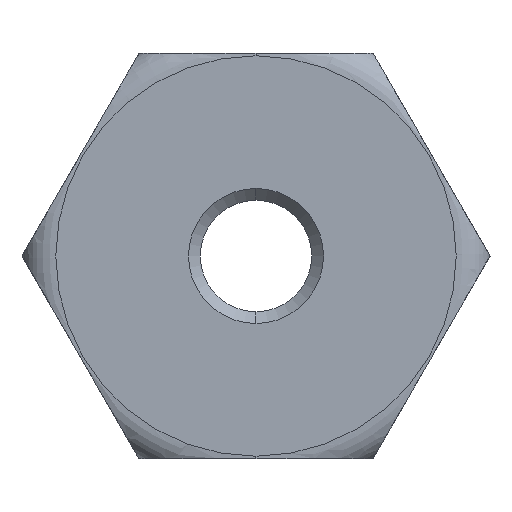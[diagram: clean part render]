
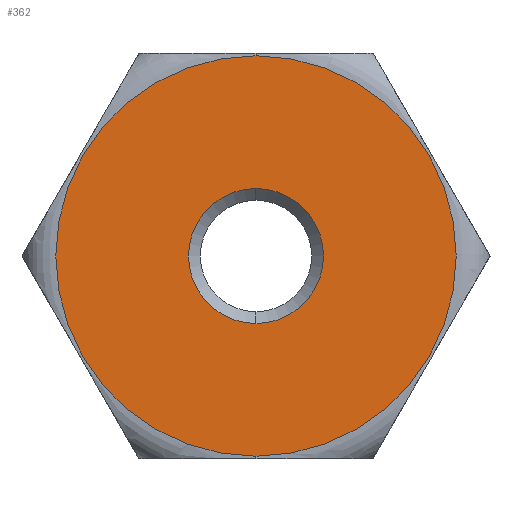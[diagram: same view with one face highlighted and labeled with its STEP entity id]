
A CAD part, front view. The second image highlights one B-rep face of the part: STEP entity #362.
In plain terms, the highlighted planar face has unit normal (0, -1, 0).
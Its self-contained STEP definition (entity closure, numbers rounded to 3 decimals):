
#23 = ORIENTED_EDGE ( 'NONE', *, *, #493, .F. ) ;
#60 = AXIS2_PLACEMENT_3D ( 'NONE', #504, #885, #1056 ) ;
#108 = FACE_BOUND ( 'NONE', #408, .T. ) ;
#128 = EDGE_CURVE ( 'NONE', #1079, #825, #877, .T. ) ;
#176 = EDGE_CURVE ( 'NONE', #662, #1154, #505, .T. ) ;
#186 = AXIS2_PLACEMENT_3D ( 'NONE', #413, #1077, #708 ) ;
#243 = ORIENTED_EDGE ( 'NONE', *, *, #176, .T. ) ;
#265 = CARTESIAN_POINT ( 'NONE',  ( 0., 0., 0. ) ) ;
#269 = AXIS2_PLACEMENT_3D ( 'NONE', #449, #653, #1019 ) ;
#338 = EDGE_CURVE ( 'NONE', #1154, #662, #541, .T. ) ;
#362 = ADVANCED_FACE ( 'NONE', ( #108, #1198 ), #394, .F. ) ;
#394 = PLANE ( 'NONE',  #60 ) ;
#408 = EDGE_LOOP ( 'NONE', ( #788, #23 ) ) ;
#413 = CARTESIAN_POINT ( 'NONE',  ( 0., 0., 0. ) ) ;
#446 = EDGE_LOOP ( 'NONE', ( #243, #523 ) ) ;
#449 = CARTESIAN_POINT ( 'NONE',  ( 0., 0., 0. ) ) ;
#469 = DIRECTION ( 'NONE',  ( 0., 0., -1. ) ) ;
#493 = EDGE_CURVE ( 'NONE', #825, #1079, #1060, .T. ) ;
#504 = CARTESIAN_POINT ( 'NONE',  ( 0., 0., 0. ) ) ;
#505 = CIRCLE ( 'NONE', #269, 5.928 ) ;
#523 = ORIENTED_EDGE ( 'NONE', *, *, #338, .T. ) ;
#541 = CIRCLE ( 'NONE', #726, 5.928 ) ;
#589 = CARTESIAN_POINT ( 'NONE',  ( 0., 0., 0. ) ) ;
#653 = DIRECTION ( 'NONE',  ( 0., -1., 0. ) ) ;
#662 = VERTEX_POINT ( 'NONE', #710 ) ;
#708 = DIRECTION ( 'NONE',  ( 0., 0., -1. ) ) ;
#710 = CARTESIAN_POINT ( 'NONE',  ( 0., 0., -5.928 ) ) ;
#713 = CARTESIAN_POINT ( 'NONE',  ( 0., 0., 5.928 ) ) ;
#726 = AXIS2_PLACEMENT_3D ( 'NONE', #589, #956, #469 ) ;
#735 = DIRECTION ( 'NONE',  ( 0., -1., 0. ) ) ;
#788 = ORIENTED_EDGE ( 'NONE', *, *, #128, .F. ) ;
#789 = AXIS2_PLACEMENT_3D ( 'NONE', #265, #735, #831 ) ;
#800 = CARTESIAN_POINT ( 'NONE',  ( 0., 0., -2. ) ) ;
#825 = VERTEX_POINT ( 'NONE', #1153 ) ;
#831 = DIRECTION ( 'NONE',  ( 0., 0., -1. ) ) ;
#877 = CIRCLE ( 'NONE', #789, 2. ) ;
#885 = DIRECTION ( 'NONE',  ( 0., 1., 0. ) ) ;
#956 = DIRECTION ( 'NONE',  ( 0., -1., 0. ) ) ;
#1019 = DIRECTION ( 'NONE',  ( 0., 0., -1. ) ) ;
#1056 = DIRECTION ( 'NONE',  ( 0., 0., 1. ) ) ;
#1060 = CIRCLE ( 'NONE', #186, 2. ) ;
#1077 = DIRECTION ( 'NONE',  ( 0., -1., 0. ) ) ;
#1079 = VERTEX_POINT ( 'NONE', #800 ) ;
#1153 = CARTESIAN_POINT ( 'NONE',  ( 0., 0., 2. ) ) ;
#1154 = VERTEX_POINT ( 'NONE', #713 ) ;
#1198 = FACE_OUTER_BOUND ( 'NONE', #446, .T. ) ;
